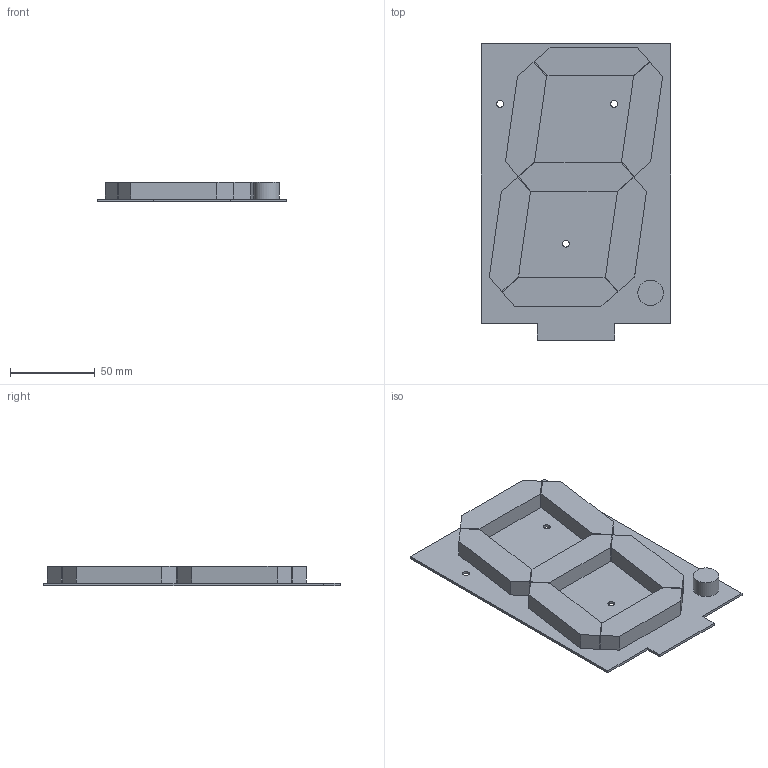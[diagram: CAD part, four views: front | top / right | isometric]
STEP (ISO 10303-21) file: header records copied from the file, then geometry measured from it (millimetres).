
FILE_DESCRIPTION(('FreeCAD Model'),'2;1');
FILE_NAME('Open CASCADE Shape Model','2025-01-12T12:45:01',(''),(''), 'Open CASCADE STEP processor 7.6','FreeCAD','Unknown');
FILE_SCHEMA(('AUTOMOTIVE_DESIGN { 1 0 10303 214 1 1 1 1 }'));
Length unit declared in the file: millimetre
Products named in the file (9): PCB; G; F; B; A; D; E; C; DP
Bounding box: 112 x 175 x 11.5 mm (x, y, z)
Volume: 100818.7 mm3; surface area: 64185.2 mm2
Topology: 9 solids, 9 shells, 72 faces, 162 edges, 108 vertices
Faces by surface type: plane 68, cylinder 4
Full cylindrical faces by diameter (mm): 4 x3, 15 x1
Entity records: 2152 total; most frequent: CARTESIAN_POINT 343, ORIENTED_EDGE 324, DIRECTION 316, EDGE_CURVE 162, LINE 154, VECTOR 154, VERTEX_POINT 108, AXIS2_PLACEMENT_3D 81
